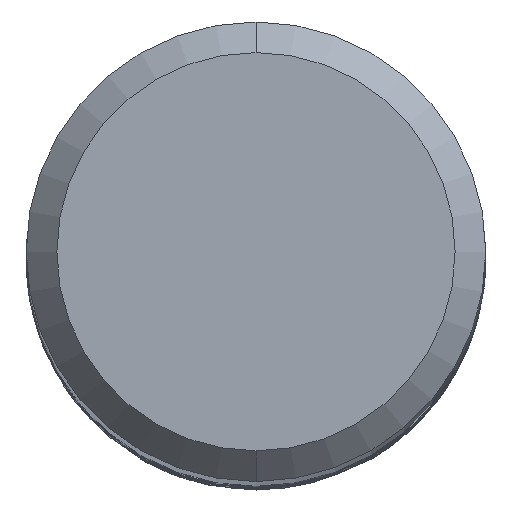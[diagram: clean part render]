
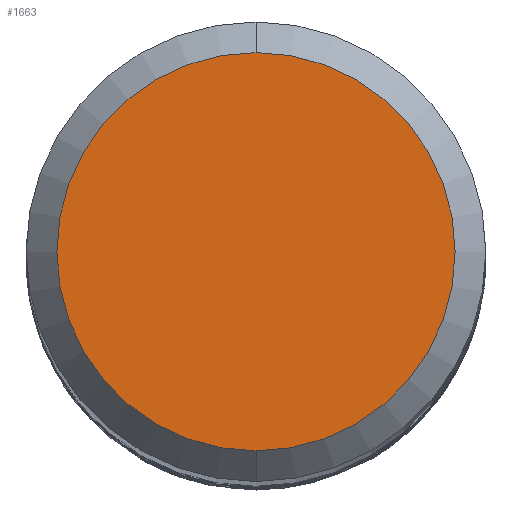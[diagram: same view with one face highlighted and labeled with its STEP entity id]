
A CAD part, top view. The second image highlights one B-rep face of the part: STEP entity #1663.
In plain terms, the highlighted planar face has unit normal (0, 0, 1).
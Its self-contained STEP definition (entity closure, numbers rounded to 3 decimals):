
#1663=ADVANCED_FACE('',(#3813),#3814,.T.);
#2031=VERTEX_POINT('',#4213);
#2195=VERTEX_POINT('',#4391);
#2359=EDGE_CURVE('',#2031,#2195,#4572,.T.);
#2949=EDGE_CURVE('',#2195,#2031,#5212,.T.);
#3813=FACE_OUTER_BOUND('',#12845,.T.);
#3814=PLANE('',#12846);
#4213=CARTESIAN_POINT('',(0.0,2.6,0.0));
#4391=CARTESIAN_POINT('',(0.,-2.6,0.0));
#4572=CIRCLE('',#19914,2.6);
#5212=CIRCLE('',#24535,2.6);
#12845=EDGE_LOOP('',(#26459,#26460));
#12846=AXIS2_PLACEMENT_3D('',#26461,#26462,#26463);
#19914=AXIS2_PLACEMENT_3D('',#27241,#27242,#27243);
#24535=AXIS2_PLACEMENT_3D('',#27925,#27926,#27927);
#26459=ORIENTED_EDGE('',*,*,#2359,.F.);
#26460=ORIENTED_EDGE('',*,*,#2949,.F.);
#26461=CARTESIAN_POINT('',(0.0,1.3,0.0));
#26462=DIRECTION('',(-0.0,0.0,1.0));
#26463=DIRECTION('',(0.0,-1.0,0.0));
#27241=CARTESIAN_POINT('',(0.0,0.0,0.0));
#27242=DIRECTION('',(0.0,0.0,-1.0));
#27243=DIRECTION('',(0.0,1.0,0.0));
#27925=CARTESIAN_POINT('',(0.0,0.0,0.0));
#27926=DIRECTION('',(0.0,0.0,-1.0));
#27927=DIRECTION('',(0.0,1.0,0.0));
